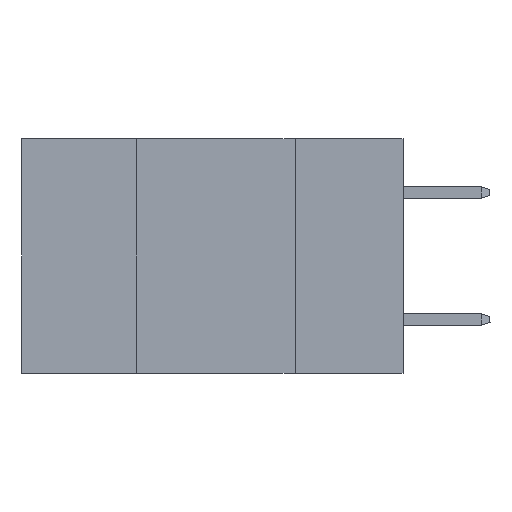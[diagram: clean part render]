
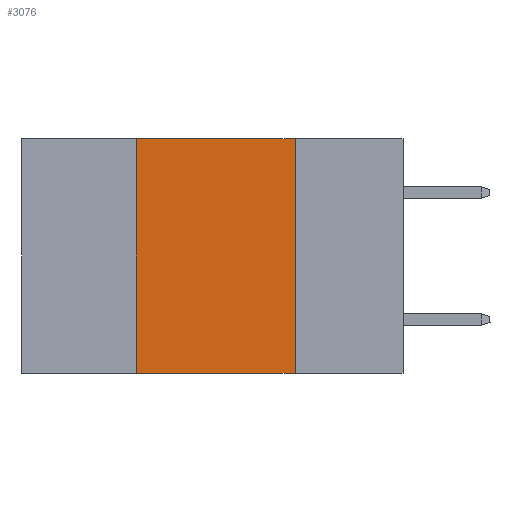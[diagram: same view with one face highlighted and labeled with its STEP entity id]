
A CAD part, left-side view. The second image highlights one B-rep face of the part: STEP entity #3076.
In plain terms, the highlighted planar face has unit normal (-1, 0, 0).
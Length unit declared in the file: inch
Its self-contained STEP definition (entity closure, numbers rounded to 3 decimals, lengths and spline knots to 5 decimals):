
#3 = LINE ( 'NONE', #270, #13393 ) ;
#39 = EDGE_CURVE ( 'NONE', #5212, #2456, #767, .T. ) ;
#125 = DIRECTION ( 'NONE',  ( 0., 0., -1. ) ) ;
#270 = CARTESIAN_POINT ( 'NONE',  ( 0., 0.6, -0.37 ) ) ;
#767 = LINE ( 'NONE', #4650, #13276 ) ;
#796 = VECTOR ( 'NONE', #12100, 39.37008 ) ;
#815 = CARTESIAN_POINT ( 'NONE',  ( 0., 0.6, 0. ) ) ;
#1115 = CARTESIAN_POINT ( 'NONE',  ( 0., 0.42, -0.37 ) ) ;
#1852 = FACE_OUTER_BOUND ( 'NONE', #3194, .T. ) ;
#2270 = ORIENTED_EDGE ( 'NONE', *, *, #39, .F. ) ;
#2456 = VERTEX_POINT ( 'NONE', #13420 ) ;
#2639 = EDGE_CURVE ( 'NONE', #12567, #10413, #8805, .T. ) ;
#3076 = ADVANCED_FACE ( 'NONE', ( #1852 ), #10235, .F. ) ;
#3194 = EDGE_LOOP ( 'NONE', ( #3289, #6861, #2270, #13366 ) ) ;
#3289 = ORIENTED_EDGE ( 'NONE', *, *, #2639, .F. ) ;
#4431 = EDGE_CURVE ( 'NONE', #2456, #12567, #13533, .T. ) ;
#4606 = AXIS2_PLACEMENT_3D ( 'NONE', #815, #9541, #125 ) ;
#4650 = CARTESIAN_POINT ( 'NONE',  ( 0., 0.42, 0. ) ) ;
#5212 = VERTEX_POINT ( 'NONE', #1115 ) ;
#6861 = ORIENTED_EDGE ( 'NONE', *, *, #4431, .F. ) ;
#7625 = VECTOR ( 'NONE', #11680, 39.37008 ) ;
#8288 = CARTESIAN_POINT ( 'NONE',  ( 0., 0.17, 0. ) ) ;
#8805 = LINE ( 'NONE', #10962, #796 ) ;
#9363 = EDGE_CURVE ( 'NONE', #5212, #10413, #3, .T. ) ;
#9541 = DIRECTION ( 'NONE',  ( 1., 0., 0. ) ) ;
#9557 = CARTESIAN_POINT ( 'NONE',  ( 0., 0.6, 0. ) ) ;
#10235 = PLANE ( 'NONE',  #4606 ) ;
#10413 = VERTEX_POINT ( 'NONE', #11372 ) ;
#10762 = DIRECTION ( 'NONE',  ( 0., 0., 1. ) ) ;
#10962 = CARTESIAN_POINT ( 'NONE',  ( 0., 0.17, 0. ) ) ;
#11372 = CARTESIAN_POINT ( 'NONE',  ( 0., 0.17, -0.37 ) ) ;
#11680 = DIRECTION ( 'NONE',  ( 0., -1., 0. ) ) ;
#11810 = DIRECTION ( 'NONE',  ( 0., -1., 0. ) ) ;
#12100 = DIRECTION ( 'NONE',  ( 0., 0., -1. ) ) ;
#12567 = VERTEX_POINT ( 'NONE', #8288 ) ;
#13276 = VECTOR ( 'NONE', #10762, 39.37008 ) ;
#13366 = ORIENTED_EDGE ( 'NONE', *, *, #9363, .T. ) ;
#13393 = VECTOR ( 'NONE', #11810, 39.37008 ) ;
#13420 = CARTESIAN_POINT ( 'NONE',  ( 0., 0.42, 0. ) ) ;
#13533 = LINE ( 'NONE', #9557, #7625 ) ;
